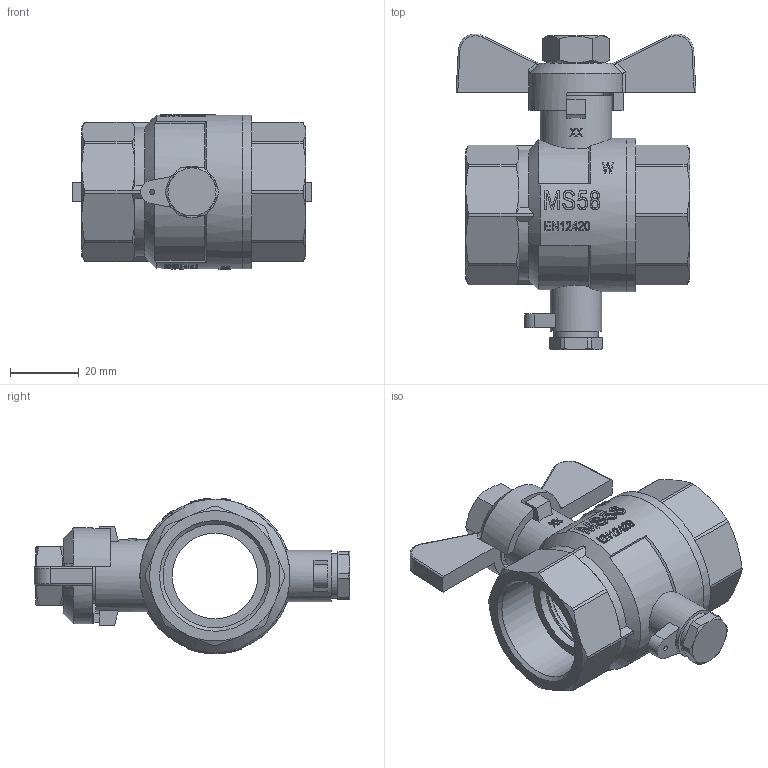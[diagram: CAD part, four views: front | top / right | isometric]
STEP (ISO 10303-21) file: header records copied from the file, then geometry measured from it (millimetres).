
FILE_DESCRIPTION(/* description */ ('Unknown'),/* implementation_level */ '2;1');
FILE_NAME(/* name */ '7126-06',/* time_stamp */ '2023-06-06T09:50:37+02:00',/* author */ ('Unknown'),/* organization */ ('Unknown'),/* preprocessor_version */ 'ST-DEVELOPER v18.102',/* originating_system */ 'Solid Edge',/* authorisation */ 'Unknown');
FILE_SCHEMA (('PROCESS_PLANNING_SCHEMA','AUTOMOTIVE_DESIGN {1 0 10303 214 3 1 1}'));
Length unit declared in the file: millimetre
Products named in the file (12): 712-06; Kvrper-co; Einschraubteil; Kvrper; Kugel; Kugeldichtung.1; Dichtung; Schtaube; Stopfbuchse; Spindel; 600-1-Fl_gel-Griff; 600-1-Mutter-fl.g.
Assembly tree (12 placements, depth 3):
  712-06
    Kvrper-co
      Einschraubteil
      Kvrper
      Kugel
      Kugeldichtung.1  x2
      Dichtung
      Schtaube
    Stopfbuchse
    Spindel
    600-1-Fl_gel-Griff
    600-1-Mutter-fl.g.
Bounding box: 70 x 92.2 x 45.36 mm (x, y, z)
Volume: 61736.3 mm3; surface area: 40495 mm2
Topology: 11 solids, 11 shells, 1169 faces, 3240 edges, 2144 vertices
Faces by surface type: plane 946, cylinder 130, cone 75, bspline 12, torus 5, sphere 1
Full cylindrical faces by diameter (mm): 1.5 x1, 5 x1, 5.9 x1, 8.5 x1, 8.8 x1, 8.92 x1, 10 x2, 12 x2, 12.1 x1, 12.5 x1, 13 x1, 14 x1, 14.5 x1, 15 x1, 16 x1, 16.5 x1, 18 x1, 20 x1, 21 x1, 22.5 x1, 25 x5, 30.291 x2, 33 x4, 38.5 x1, 40 x1, 40.5 x1, 44.8 x2
Entity records: 44050 total; most frequent: CARTESIAN_POINT 12744, DIRECTION 7014, ORIENTED_EDGE 6286, EDGE_CURVE 3143, AXIS2_PLACEMENT_3D 2886, VERTEX_POINT 2122, FACE_BOUND 1305, EDGE_LOOP 1304
